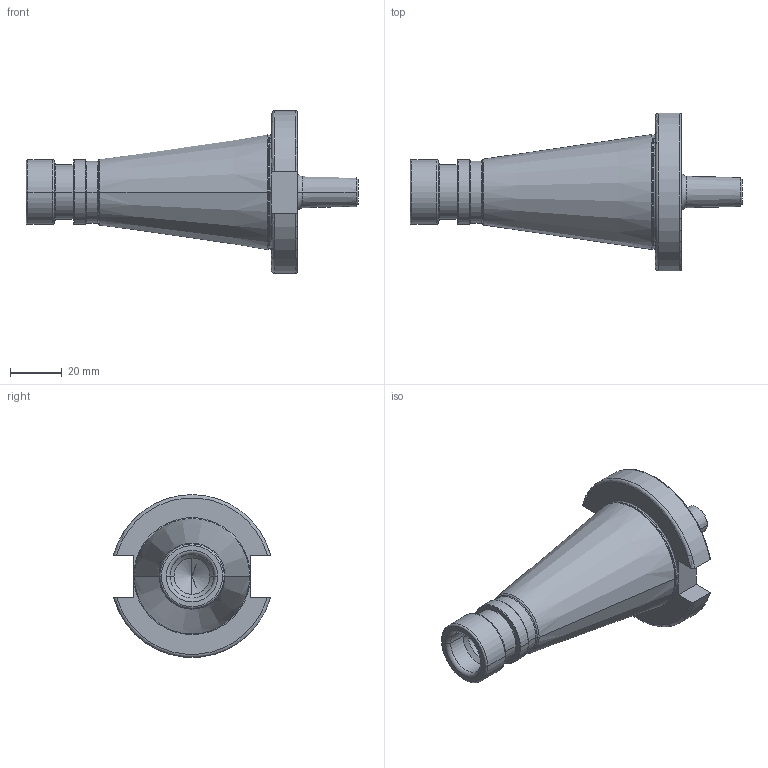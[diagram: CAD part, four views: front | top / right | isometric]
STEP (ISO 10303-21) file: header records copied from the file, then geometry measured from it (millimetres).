
FILE_DESCRIPTION (( 'STEP AP203' ), '1' );
FILE_NAME ('S.D40.0912.15.STEP', '2018-07-06T17:57:49', ( '' ), ( '' ), 'SwSTEP 2.0', 'SolidWorks 2013', '' );
FILE_SCHEMA (( 'CONFIG_CONTROL_DESIGN' ));
Length unit declared in the file: millimetre
Products named in the file (1): S.D40.0912.15
Bounding box: 128.5 x 61.01 x 62.88 mm (x, y, z)
Volume: 99890.1 mm3; surface area: 20085.6 mm2
Topology: 1 solids, 1 shells, 69 faces, 152 edges, 87 vertices
Faces by surface type: torus 26, cylinder 16, plane 15, cone 12
Entity records: 2003 total; most frequent: DIRECTION 374, CARTESIAN_POINT 365, ORIENTED_EDGE 300, AXIS2_PLACEMENT_3D 162, EDGE_CURVE 150, CIRCLE 92, VERTEX_POINT 87, EDGE_LOOP 73
